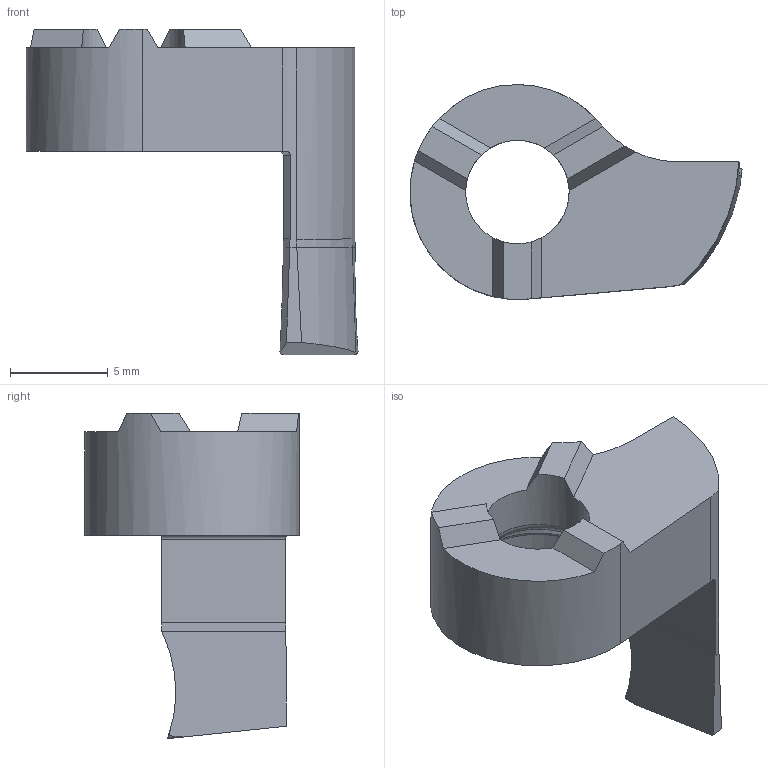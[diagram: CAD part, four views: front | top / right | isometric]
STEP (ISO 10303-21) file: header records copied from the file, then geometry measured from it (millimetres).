
FILE_DESCRIPTION(/* description */ (''),/* implementation_level */ '2;1');
FILE_NAME(/* name */ '1589364550212.stp',/* time_stamp */ '2020-05-13T15:39:26+05:00',/* author */ (''),/* organization */ ('SMS'),/* preprocessor_version */ 'ST-DEVELOPER v16.7',/* originating_system */ 'SIEMENS PLM Software NX 12.0',/* authorisation */ '');
FILE_SCHEMA (('AUTOMOTIVE_DESIGN { 1 0 10303 214 3 1 1 1 }'));
Length unit declared in the file: millimetre
Products named in the file (1): 202722865mod000_00
Bounding box: 16.99 x 11 x 16.65 mm (x, y, z)
Volume: 712.8 mm3; surface area: 780.9 mm2
Topology: 2 solids, 2 shells, 41 faces, 110 edges, 74 vertices
Faces by surface type: plane 24, cylinder 13, torus 2, cone 1, bspline 1
Full cylindrical faces by diameter (mm): 5.3 x1, 7.3 x1
Entity records: 1400 total; most frequent: CARTESIAN_POINT 406, ORIENTED_EDGE 204, DIRECTION 182, EDGE_CURVE 102, VERTEX_POINT 69, AXIS2_PLACEMENT_3D 69, EDGE_LOOP 47, LINE 44
